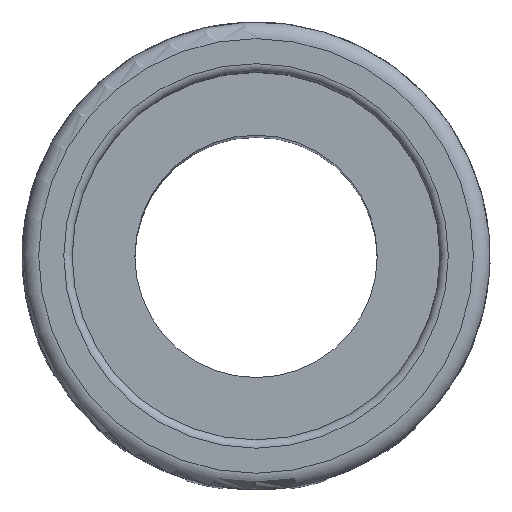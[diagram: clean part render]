
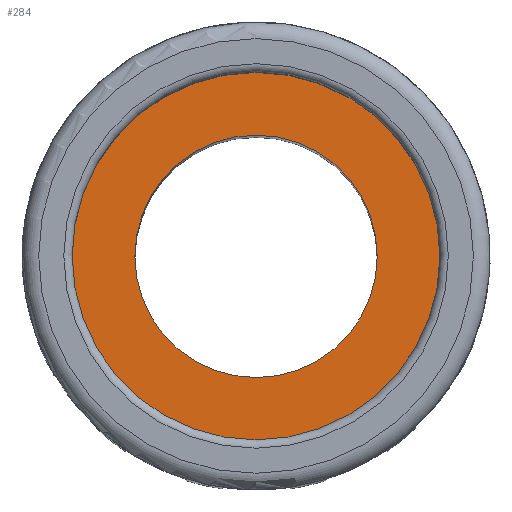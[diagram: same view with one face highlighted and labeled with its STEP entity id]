
A CAD part, top view. The second image highlights one B-rep face of the part: STEP entity #284.
In plain terms, the highlighted planar face has unit normal (0, 0, 1).
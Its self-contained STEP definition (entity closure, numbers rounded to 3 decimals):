
#284 = ADVANCED_FACE( '', ( #601, #602 ), #603, .F. );
#601 = FACE_BOUND( '', #942, .T. );
#602 = FACE_OUTER_BOUND( '', #943, .T. );
#603 = PLANE( '', #944 );
#942 = EDGE_LOOP( '', ( #1815 ) );
#943 = EDGE_LOOP( '', ( #1816 ) );
#944 = AXIS2_PLACEMENT_3D( '', #1817, #1818, #1819 );
#1815 = ORIENTED_EDGE( '', *, *, #2445, .F. );
#1816 = ORIENTED_EDGE( '', *, *, #2309, .T. );
#1817 = CARTESIAN_POINT( '', ( 11., 0., 74. ) );
#1818 = DIRECTION( '', ( 0., 0., -1. ) );
#1819 = DIRECTION( '', ( -1., 0., 0. ) );
#2309 = EDGE_CURVE( '', #2877, #2877, #2878, .T. );
#2445 = EDGE_CURVE( '', #3060, #3060, #3061, .T. );
#2877 = VERTEX_POINT( '', #4333 );
#2878 = CIRCLE( '', #4334, 11. );
#3060 = VERTEX_POINT( '', #4604 );
#3061 = CIRCLE( '', #4605, 7.25 );
#4333 = CARTESIAN_POINT( '', ( 11., 0., 74. ) );
#4334 = AXIS2_PLACEMENT_3D( '', #4877, #4878, #4879 );
#4604 = CARTESIAN_POINT( '', ( 7.25, 0., 74. ) );
#4605 = AXIS2_PLACEMENT_3D( '', #5028, #5029, #5030 );
#4877 = CARTESIAN_POINT( '', ( 0., 0., 74. ) );
#4878 = DIRECTION( '', ( 0., 0., 1. ) );
#4879 = DIRECTION( '', ( 1., 0., 0. ) );
#5028 = CARTESIAN_POINT( '', ( 0., 0., 74. ) );
#5029 = DIRECTION( '', ( 0., 0., 1. ) );
#5030 = DIRECTION( '', ( 1., 0., 0. ) );
